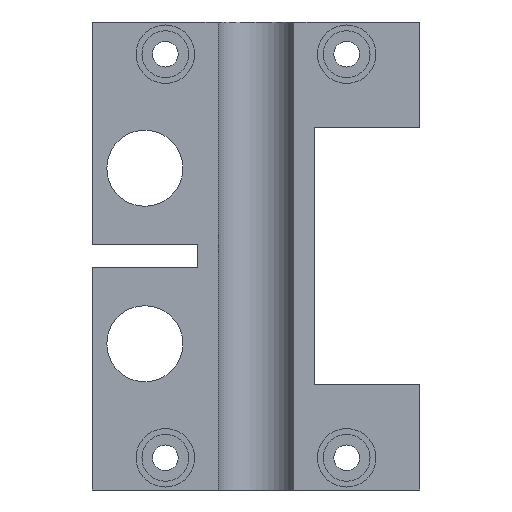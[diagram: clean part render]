
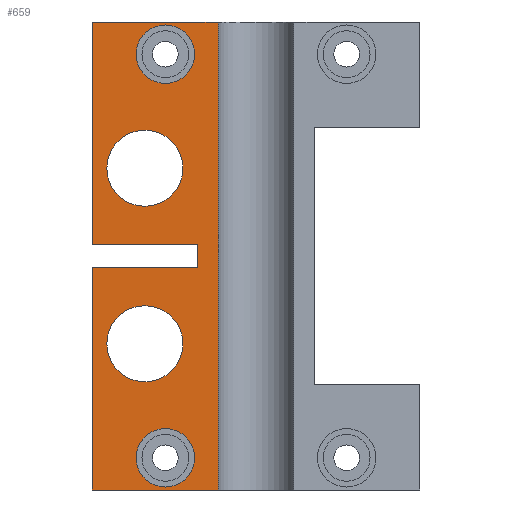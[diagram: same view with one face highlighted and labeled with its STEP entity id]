
A CAD part, left-side view. The second image highlights one B-rep face of the part: STEP entity #659.
In plain terms, the highlighted planar face has unit normal (-1, 0, 0).
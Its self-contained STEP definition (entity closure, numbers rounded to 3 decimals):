
#191 = EDGE_CURVE('',#192,#194,#196,.T.);
#192 = VERTEX_POINT('',#193);
#193 = CARTESIAN_POINT('',(0.25,14.,8.));
#194 = VERTEX_POINT('',#195);
#195 = CARTESIAN_POINT('',(0.25,14.,27.));
#196 = LINE('',#197,#198);
#197 = CARTESIAN_POINT('',(0.25,14.,8.));
#198 = VECTOR('',#199,1.);
#199 = DIRECTION('',(0.,0.,1.));
#222 = EDGE_CURVE('',#223,#194,#225,.T.);
#223 = VERTEX_POINT('',#224);
#224 = CARTESIAN_POINT('',(0.25,5.,27.));
#225 = LINE('',#226,#227);
#226 = CARTESIAN_POINT('',(0.25,5.,27.));
#227 = VECTOR('',#228,1.);
#228 = DIRECTION('',(0.,1.,0.));
#247 = EDGE_CURVE('',#223,#248,#250,.T.);
#248 = VERTEX_POINT('',#249);
#249 = CARTESIAN_POINT('',(0.25,5.,29.));
#250 = LINE('',#251,#252);
#251 = CARTESIAN_POINT('',(0.25,5.,27.));
#252 = VECTOR('',#253,1.);
#253 = DIRECTION('',(0.,0.,1.));
#270 = EDGE_CURVE('',#248,#271,#273,.T.);
#271 = VERTEX_POINT('',#272);
#272 = CARTESIAN_POINT('',(0.25,14.,29.));
#273 = LINE('',#274,#275);
#274 = CARTESIAN_POINT('',(0.25,5.,29.));
#275 = VECTOR('',#276,1.);
#276 = DIRECTION('',(0.,1.,0.));
#294 = EDGE_CURVE('',#271,#295,#297,.T.);
#295 = VERTEX_POINT('',#296);
#296 = CARTESIAN_POINT('',(0.25,14.,48.));
#297 = LINE('',#298,#299);
#298 = CARTESIAN_POINT('',(0.25,14.,8.));
#299 = VECTOR('',#300,1.);
#300 = DIRECTION('',(0.,0.,1.));
#328 = EDGE_CURVE('',#295,#329,#331,.T.);
#329 = VERTEX_POINT('',#330);
#330 = CARTESIAN_POINT('',(0.25,3.24,48.));
#331 = LINE('',#332,#333);
#332 = CARTESIAN_POINT('',(0.25,14.,48.));
#333 = VECTOR('',#334,1.);
#334 = DIRECTION('',(0.,-1.,0.));
#482 = EDGE_CURVE('',#192,#483,#485,.T.);
#483 = VERTEX_POINT('',#484);
#484 = CARTESIAN_POINT('',(0.25,3.24,8.));
#485 = LINE('',#486,#487);
#486 = CARTESIAN_POINT('',(0.25,14.,8.));
#487 = VECTOR('',#488,1.);
#488 = DIRECTION('',(0.,-1.,0.));
#588 = EDGE_CURVE('',#589,#589,#591,.T.);
#589 = VERTEX_POINT('',#590);
#590 = CARTESIAN_POINT('',(0.25,9.5,17.25));
#591 = CIRCLE('',#592,3.25);
#592 = AXIS2_PLACEMENT_3D('',#593,#594,#595);
#593 = CARTESIAN_POINT('',(0.25,9.5,20.5));
#594 = DIRECTION('',(1.,-0.,0.));
#595 = DIRECTION('',(0.,0.,-1.));
#613 = EDGE_CURVE('',#614,#614,#616,.T.);
#614 = VERTEX_POINT('',#615);
#615 = CARTESIAN_POINT('',(0.25,9.5,32.25));
#616 = CIRCLE('',#617,3.25);
#617 = AXIS2_PLACEMENT_3D('',#618,#619,#620);
#618 = CARTESIAN_POINT('',(0.25,9.5,35.5));
#619 = DIRECTION('',(1.,-0.,0.));
#620 = DIRECTION('',(0.,0.,-1.));
#659 = ADVANCED_FACE('',(#660,#675,#686,#697,#700),#703,.T.);
#660 = FACE_BOUND('',#661,.T.);
#661 = EDGE_LOOP('',(#662,#663,#664,#665,#666,#667,#668,#669));
#662 = ORIENTED_EDGE('',*,*,#328,.F.);
#663 = ORIENTED_EDGE('',*,*,#294,.F.);
#664 = ORIENTED_EDGE('',*,*,#270,.F.);
#665 = ORIENTED_EDGE('',*,*,#247,.F.);
#666 = ORIENTED_EDGE('',*,*,#222,.T.);
#667 = ORIENTED_EDGE('',*,*,#191,.F.);
#668 = ORIENTED_EDGE('',*,*,#482,.T.);
#669 = ORIENTED_EDGE('',*,*,#670,.F.);
#670 = EDGE_CURVE('',#329,#483,#671,.T.);
#671 = LINE('',#672,#673);
#672 = CARTESIAN_POINT('',(0.25,3.24,8.));
#673 = VECTOR('',#674,1.);
#674 = DIRECTION('',(0.,0.,-1.));
#675 = FACE_BOUND('',#676,.T.);
#676 = EDGE_LOOP('',(#677));
#677 = ORIENTED_EDGE('',*,*,#678,.F.);
#678 = EDGE_CURVE('',#679,#679,#681,.T.);
#679 = VERTEX_POINT('',#680);
#680 = CARTESIAN_POINT('',(0.25,7.75,8.25));
#681 = CIRCLE('',#682,2.5);
#682 = AXIS2_PLACEMENT_3D('',#683,#684,#685);
#683 = CARTESIAN_POINT('',(0.25,7.75,10.75));
#684 = DIRECTION('',(-1.,-0.,0.));
#685 = DIRECTION('',(0.,0.,-1.));
#686 = FACE_BOUND('',#687,.T.);
#687 = EDGE_LOOP('',(#688));
#688 = ORIENTED_EDGE('',*,*,#689,.F.);
#689 = EDGE_CURVE('',#690,#690,#692,.T.);
#690 = VERTEX_POINT('',#691);
#691 = CARTESIAN_POINT('',(0.25,7.75,42.75));
#692 = CIRCLE('',#693,2.5);
#693 = AXIS2_PLACEMENT_3D('',#694,#695,#696);
#694 = CARTESIAN_POINT('',(0.25,7.75,45.25));
#695 = DIRECTION('',(-1.,-0.,0.));
#696 = DIRECTION('',(0.,0.,-1.));
#697 = FACE_BOUND('',#698,.T.);
#698 = EDGE_LOOP('',(#699));
#699 = ORIENTED_EDGE('',*,*,#588,.T.);
#700 = FACE_BOUND('',#701,.T.);
#701 = EDGE_LOOP('',(#702));
#702 = ORIENTED_EDGE('',*,*,#613,.T.);
#703 = PLANE('',#704);
#704 = AXIS2_PLACEMENT_3D('',#705,#706,#707);
#705 = CARTESIAN_POINT('',(0.25,14.,8.));
#706 = DIRECTION('',(-1.,0.,0.));
#707 = DIRECTION('',(0.,0.,1.));
